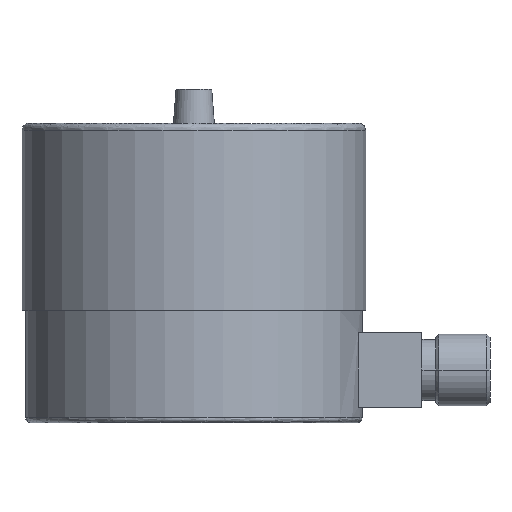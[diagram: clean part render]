
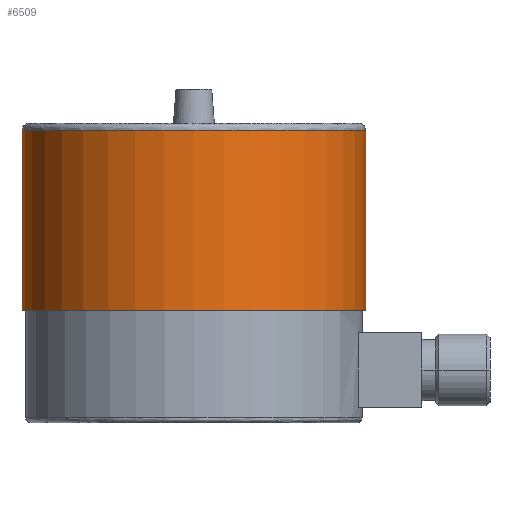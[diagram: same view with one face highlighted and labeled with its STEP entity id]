
A CAD part, left-side view. The second image highlights one B-rep face of the part: STEP entity #6509.
In plain terms, the highlighted free-form (B-spline) face has degree [8, 1] with [9, 2] control points.
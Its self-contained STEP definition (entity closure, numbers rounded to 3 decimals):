
#2025=DIRECTION('',(0.,0.,1.));
#2026=VECTOR('',#2025,52.9);
#2027=CARTESIAN_POINT('',(0.,50.5,-55.));
#2028=LINE('',#2027,#2026);
#2040=DIRECTION('',(0.,0.,1.));
#2041=VECTOR('',#2040,52.9);
#2042=CARTESIAN_POINT('',(0.,-50.5,-55.));
#2043=LINE('',#2042,#2041);
#2079=CARTESIAN_POINT('',(0.,0.,-2.1));
#2080=DIRECTION('',(0.,0.,1.));
#2081=DIRECTION('',(0.,1.,0.));
#2082=AXIS2_PLACEMENT_3D('',#2079,#2080,#2081);
#2087=CARTESIAN_POINT('',(0.,0.,-55.));
#2088=DIRECTION('',(0.,0.,1.));
#2089=DIRECTION('',(0.,1.,0.));
#2090=AXIS2_PLACEMENT_3D('',#2087,#2088,#2089);
#3313=CARTESIAN_POINT('',(0.,50.5,-55.));
#3314=CARTESIAN_POINT('',(0.,-50.5,-55.));
#3315=VERTEX_POINT('',#3313);
#3316=VERTEX_POINT('',#3314);
#3329=CARTESIAN_POINT('',(0.,50.5,-2.1));
#3330=CARTESIAN_POINT('',(0.,-50.5,-2.1));
#3331=VERTEX_POINT('',#3329);
#3332=VERTEX_POINT('',#3330);
#6484=CARTESIAN_POINT('',(3.171,50.4,-56.058));
#6485=CARTESIAN_POINT('',(3.171,50.4,-1.042));
#6486=CARTESIAN_POINT('',(-17.413,51.695,-56.058));
#6487=CARTESIAN_POINT('',(-17.413,51.695,-1.042));
#6488=CARTESIAN_POINT('',(-38.601,43.383,-56.058));
#6489=CARTESIAN_POINT('',(-38.601,43.383,-1.042));
#6490=CARTESIAN_POINT('',(-55.161,25.15,-56.058));
#6491=CARTESIAN_POINT('',(-55.161,25.15,-1.042));
#6492=CARTESIAN_POINT('',(-61.658,-0.007,-56.058));
#6493=CARTESIAN_POINT('',(-61.658,-0.007,-1.042));
#6494=CARTESIAN_POINT('',(-55.161,-25.142,-56.058));
#6495=CARTESIAN_POINT('',(-55.161,-25.142,-1.042));
#6496=CARTESIAN_POINT('',(-38.601,-43.383,-56.058));
#6497=CARTESIAN_POINT('',(-38.601,-43.383,-1.042));
#6498=CARTESIAN_POINT('',(-17.413,-51.695,-56.058));
#6499=CARTESIAN_POINT('',(-17.413,-51.695,-1.042));
#6500=CARTESIAN_POINT('',(3.171,-50.4,-56.058));
#6501=CARTESIAN_POINT('',(3.171,-50.4,-1.042));
#6502=B_SPLINE_SURFACE_WITH_KNOTS('',8,1,((#6484,#6485),(#6486,#6487),(#6488,
#6489),(#6490,#6491),(#6492,#6493),(#6494,#6495),(#6496,#6497),(#6498,#6499),(
#6500,#6501)),.UNSPECIFIED.,.F.,.F.,.F.,(9,9),(2,2),(-0.063,
3.204),(36.342,91.358),.UNSPECIFIED.);
#6503=ORIENTED_EDGE('',*,*,#6475,.T.);
#6504=ORIENTED_EDGE('',*,*,#6314,.F.);
#6505=ORIENTED_EDGE('',*,*,#6281,.F.);
#6506=ORIENTED_EDGE('',*,*,#6311,.T.);
#6507=EDGE_LOOP('',(#6503,#6504,#6505,#6506));
#6508=FACE_OUTER_BOUND('',#6507,.F.);
#6509=ADVANCED_FACE('',(#6508),#6502,.T.);
#2083=CIRCLE('',#2082,50.5);
#2091=CIRCLE('',#2090,50.5);
#6281=EDGE_CURVE('',#3315,#3316,#2091,.T.);
#6311=EDGE_CURVE('',#3315,#3331,#2028,.T.);
#6314=EDGE_CURVE('',#3316,#3332,#2043,.T.);
#6475=EDGE_CURVE('',#3331,#3332,#2083,.T.);
